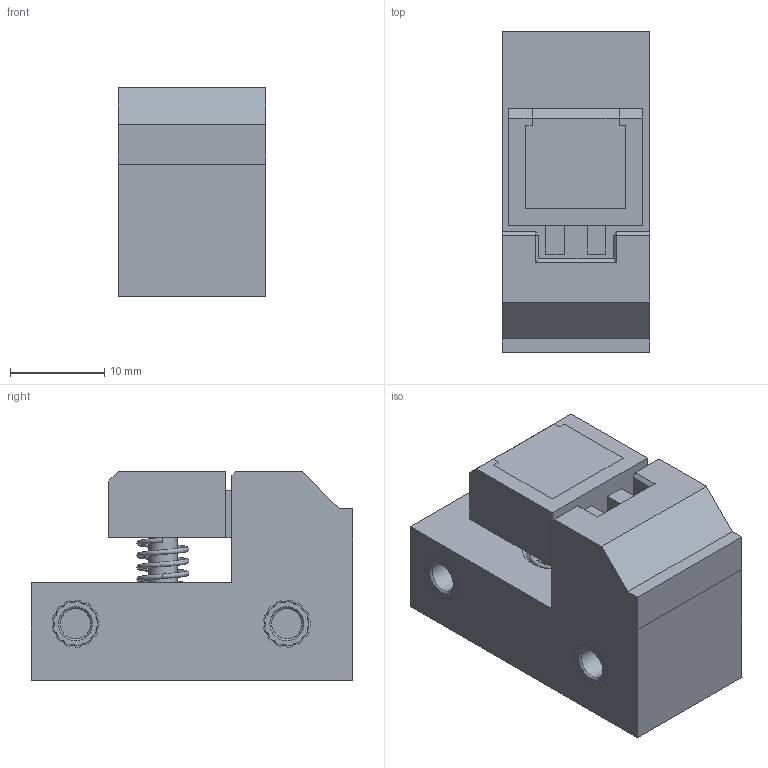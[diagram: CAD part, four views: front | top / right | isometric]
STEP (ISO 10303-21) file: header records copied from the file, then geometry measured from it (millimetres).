
FILE_DESCRIPTION(/* description */ (''),/* implementation_level */ '2;1');
FILE_NAME(/* name */ 'Short Cup.step',/* time_stamp */ '2025-04-25T21:53:10+03:00',/* author */ (''),/* organization */ (''),/* preprocessor_version */ 'ST-DEVELOPER v20.1',/* originating_system */ 'Autodesk Translation Framework v14.4.0.0',/* authorisation */ '');
FILE_SCHEMA (('AUTOMOTIVE_DESIGN { 1 0 10303 214 3 1 1 }'));
Length unit declared in the file: millimetre
Products named in the file (7): Short Cup; Hardware (6) (1); M3x16 BHCS (1); Spring; M3 Threaded Insert (3) (1); Silicone; Cup (1)
Assembly tree (10 placements, depth 3):
  Short Cup
    Hardware (6) (1)
      M3 Threaded Insert (3) (1)  x5
      M3x16 BHCS (1)
      Spring
    Silicone
    Cup (1)
Bounding box: 15.64 x 34.06 x 22.11 mm (x, y, z)
Volume: 8357.9 mm3; surface area: 5991 mm2
Topology: 10 solids, 10 shells, 812 faces, 2242 edges, 1476 vertices
Faces by surface type: bspline 393, cylinder 171, plane 162, cone 83, torus 3
Full cylindrical faces by diameter (mm): 2 x1, 3 x1, 3.2 x6, 4.1 x5, 4.25 x10, 4.7 x5, 5.7 x1, 6 x2, 6.2 x1, 6.4 x1
Entity records: 14918 total; most frequent: CARTESIAN_POINT 7971, ORIENTED_EDGE 1498, DIRECTION 1257, EDGE_CURVE 749, VERTEX_POINT 484, AXIS2_PLACEMENT_3D 454, LINE 349, VECTOR 349
